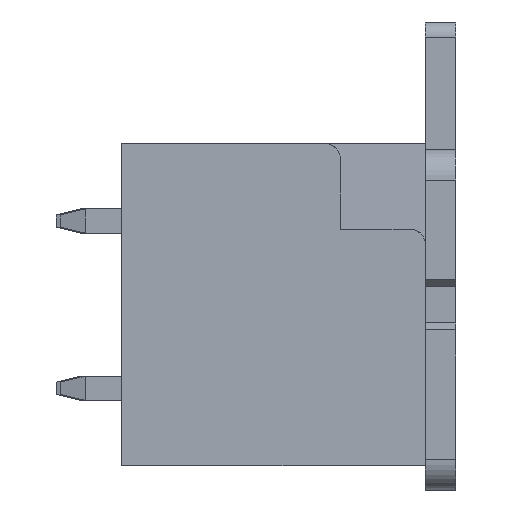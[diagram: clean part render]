
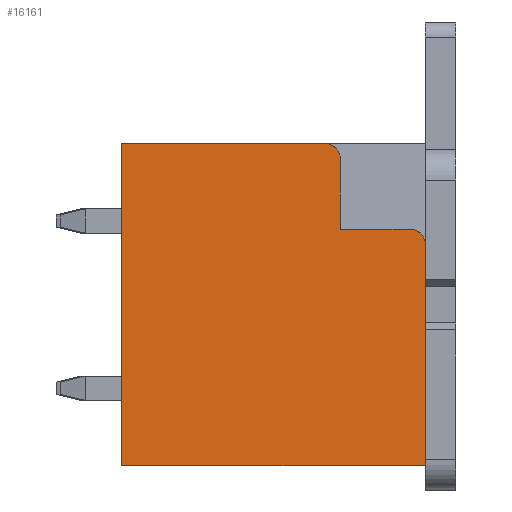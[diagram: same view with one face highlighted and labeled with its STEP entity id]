
A CAD part, left-side view. The second image highlights one B-rep face of the part: STEP entity #16161.
In plain terms, the highlighted planar face has unit normal (-1, 0, 0).
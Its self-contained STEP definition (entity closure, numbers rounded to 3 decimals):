
#796=CIRCLE('',#17459,0.5);
#797=CIRCLE('',#17460,0.5);
#4356=ORIENTED_EDGE('',*,*,#7017,.F.);
#4357=ORIENTED_EDGE('',*,*,#7218,.T.);
#4358=ORIENTED_EDGE('',*,*,#7219,.T.);
#4359=ORIENTED_EDGE('',*,*,#7220,.T.);
#4360=ORIENTED_EDGE('',*,*,#7221,.T.);
#4361=ORIENTED_EDGE('',*,*,#5546,.F.);
#4362=ORIENTED_EDGE('',*,*,#5613,.F.);
#4363=ORIENTED_EDGE('',*,*,#5453,.F.);
#5453=EDGE_CURVE('',#7723,#7724,#9184,.T.);
#5546=EDGE_CURVE('',#7815,#7816,#9274,.T.);
#5613=EDGE_CURVE('',#7724,#7815,#9336,.T.);
#7017=EDGE_CURVE('',#8774,#7723,#10419,.T.);
#7218=EDGE_CURVE('',#8774,#8868,#796,.F.);
#7219=EDGE_CURVE('',#8868,#8869,#10583,.T.);
#7220=EDGE_CURVE('',#8869,#8870,#10584,.T.);
#7221=EDGE_CURVE('',#8870,#7816,#797,.F.);
#7723=VERTEX_POINT('',#22378);
#7724=VERTEX_POINT('',#22380);
#7815=VERTEX_POINT('',#22564);
#7816=VERTEX_POINT('',#22566);
#8774=VERTEX_POINT('',#25611);
#8868=VERTEX_POINT('',#26028);
#8869=VERTEX_POINT('',#26030);
#8870=VERTEX_POINT('',#26032);
#9184=LINE('',#22379,#11006);
#9274=LINE('',#22565,#11096);
#9336=LINE('',#22700,#11158);
#10419=LINE('',#25612,#12241);
#10583=LINE('',#26029,#12405);
#10584=LINE('',#26031,#12406);
#11006=VECTOR('',#17834,1000.);
#11096=VECTOR('',#17932,1000.);
#11158=VECTOR('',#18032,1000.);
#12241=VECTOR('',#20835,1000.);
#12405=VECTOR('',#21301,1000.);
#12406=VECTOR('',#21302,1000.);
#13591=EDGE_LOOP('',(#4356,#4357,#4358,#4359,#4360,#4361,#4362,#4363));
#14632=FACE_BOUND('',#13591,.T.);
#15309=PLANE('',#17458);
#16161=ADVANCED_FACE('',(#14632),#15309,.F.);
#17458=AXIS2_PLACEMENT_3D('',#26026,#21297,#21298);
#17459=AXIS2_PLACEMENT_3D('',#26027,#21299,#21300);
#17460=AXIS2_PLACEMENT_3D('',#26033,#21303,#21304);
#17834=DIRECTION('',(0.,1.,0.));
#17932=DIRECTION('',(0.,-1.,0.));
#18032=DIRECTION('',(0.,0.,1.));
#20835=DIRECTION('',(0.,0.,-1.));
#21297=DIRECTION('',(1.,0.,0.));
#21298=DIRECTION('',(0.,0.,-1.));
#21299=DIRECTION('',(1.,0.,0.));
#21300=DIRECTION('',(0.,0.,-1.));
#21301=DIRECTION('',(0.,1.,0.));
#21302=DIRECTION('',(0.,0.,1.));
#21303=DIRECTION('',(1.,0.,0.));
#21304=DIRECTION('',(0.,0.,-1.));
#22378=CARTESIAN_POINT('',(-19.25,-5.,-5.3));
#22379=CARTESIAN_POINT('',(-19.25,-5.,-5.3));
#22380=CARTESIAN_POINT('',(-19.25,5.,-5.3));
#22564=CARTESIAN_POINT('',(-19.25,5.,5.3));
#22565=CARTESIAN_POINT('',(-19.25,5.,5.3));
#22566=CARTESIAN_POINT('',(-19.25,-1.7,5.3));
#22700=CARTESIAN_POINT('',(-19.25,5.,-5.3));
#25611=CARTESIAN_POINT('',(-19.25,-5.,1.98));
#25612=CARTESIAN_POINT('',(-19.25,-5.,5.3));
#26026=CARTESIAN_POINT('',(-19.25,0.,0.));
#26027=CARTESIAN_POINT('',(-19.25,-4.5,1.98));
#26028=CARTESIAN_POINT('',(-19.25,-4.5,2.48));
#26029=CARTESIAN_POINT('',(-19.25,-5.,2.48));
#26030=CARTESIAN_POINT('',(-19.25,-2.2,2.48));
#26031=CARTESIAN_POINT('',(-19.25,-2.2,2.48));
#26032=CARTESIAN_POINT('',(-19.25,-2.2,4.8));
#26033=CARTESIAN_POINT('',(-19.25,-1.7,4.8));
